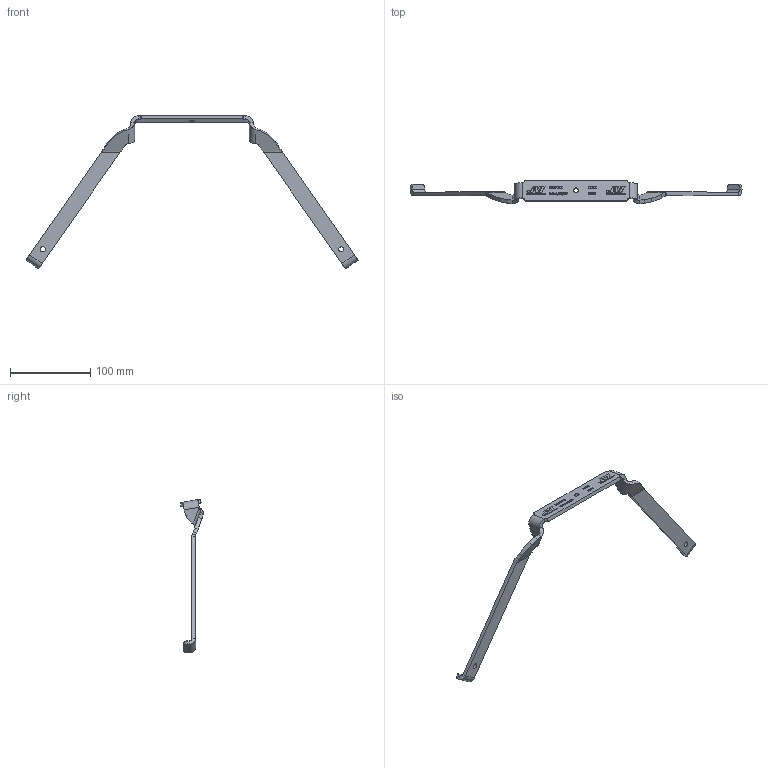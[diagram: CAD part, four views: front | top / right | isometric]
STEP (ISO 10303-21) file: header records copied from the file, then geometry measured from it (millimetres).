
FILE_DESCRIPTION (( 'STEP AP214' ), '1' );
FILE_NAME ('Mini-V_Angle.STEP', '2017-09-19T14:52:25', ( 'Temp' ), ( '' ), 'SwSTEP 2.0', 'SolidWorks 2010', '' );
FILE_SCHEMA (( 'AUTOMOTIVE_DESIGN' ));
Length unit declared in the file: inch
Products named in the file (1): Mini-V_Angle
Bounding box: 412.76 x 29.13 x 191.08 mm (x, y, z)
Volume: 58916.4 mm3; surface area: 31295.4 mm2
Topology: 1 solids, 1 shells, 586 faces, 1530 edges, 1005 vertices
Faces by surface type: plane 384, bspline 143, cylinder 59
Entity records: 29918 total; most frequent: CARTESIAN_POINT 16527, ORIENTED_EDGE 3060, DIRECTION 2128, EDGE_CURVE 1530, LINE 1112, VECTOR 1112, VERTEX_POINT 1005, EDGE_LOOP 651
